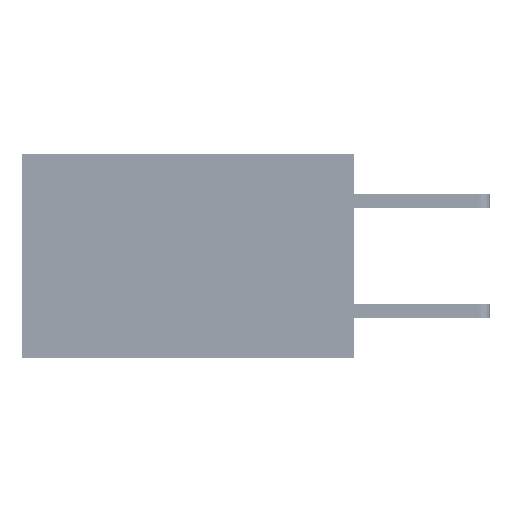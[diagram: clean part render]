
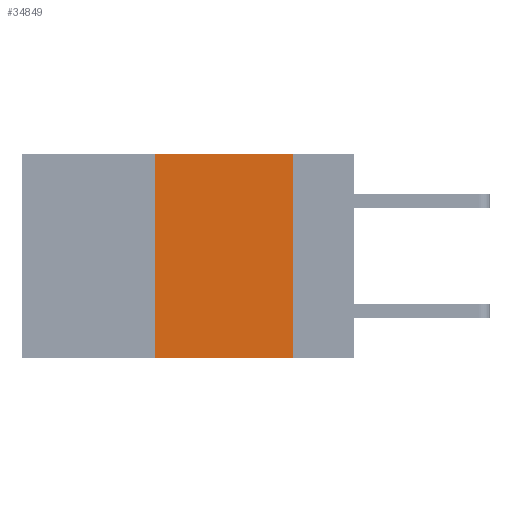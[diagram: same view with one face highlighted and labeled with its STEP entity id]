
A CAD part, left-side view. The second image highlights one B-rep face of the part: STEP entity #34849.
In plain terms, the highlighted planar face has unit normal (-1, 0, 0).
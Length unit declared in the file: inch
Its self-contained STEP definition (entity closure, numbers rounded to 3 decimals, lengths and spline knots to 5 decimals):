
#984 = CARTESIAN_POINT ( 'NONE',  ( 0., 0.36, 0. ) ) ;
#1776 = CARTESIAN_POINT ( 'NONE',  ( 0., 0.36, 0. ) ) ;
#4473 = DIRECTION ( 'NONE',  ( 0., 0., 1. ) ) ;
#4549 = LINE ( 'NONE', #37280, #13086 ) ;
#4579 = EDGE_CURVE ( 'NONE', #38178, #31295, #22958, .T. ) ;
#5708 = CARTESIAN_POINT ( 'NONE',  ( 0., 0.36, -0.37 ) ) ;
#6552 = VECTOR ( 'NONE', #4473, 39.37008 ) ;
#7801 = EDGE_CURVE ( 'NONE', #23447, #31295, #4549, .T. ) ;
#8350 = ORIENTED_EDGE ( 'NONE', *, *, #4579, .F. ) ;
#8871 = CARTESIAN_POINT ( 'NONE',  ( 0., 0.11, 0. ) ) ;
#10267 = EDGE_CURVE ( 'NONE', #39985, #38178, #39441, .T. ) ;
#11777 = CARTESIAN_POINT ( 'NONE',  ( 0., 0.11, -0.37 ) ) ;
#12030 = LINE ( 'NONE', #984, #6552 ) ;
#13086 = VECTOR ( 'NONE', #31125, 39.37008 ) ;
#16462 = VECTOR ( 'NONE', #35786, 39.37008 ) ;
#17080 = CARTESIAN_POINT ( 'NONE',  ( 0., 0.6, 0. ) ) ;
#17501 = VECTOR ( 'NONE', #38853, 39.37008 ) ;
#18430 = CARTESIAN_POINT ( 'NONE',  ( 0., 0.6, 0. ) ) ;
#21768 = ORIENTED_EDGE ( 'NONE', *, *, #7801, .T. ) ;
#22958 = LINE ( 'NONE', #32031, #17501 ) ;
#23447 = VERTEX_POINT ( 'NONE', #5708 ) ;
#24057 = EDGE_LOOP ( 'NONE', ( #8350, #36003, #28162, #21768 ) ) ;
#24773 = AXIS2_PLACEMENT_3D ( 'NONE', #18430, #34214, #34772 ) ;
#24988 = EDGE_CURVE ( 'NONE', #23447, #39985, #12030, .T. ) ;
#28162 = ORIENTED_EDGE ( 'NONE', *, *, #24988, .F. ) ;
#31125 = DIRECTION ( 'NONE',  ( 0., -1., 0. ) ) ;
#31295 = VERTEX_POINT ( 'NONE', #11777 ) ;
#32031 = CARTESIAN_POINT ( 'NONE',  ( 0., 0.11, 0. ) ) ;
#34214 = DIRECTION ( 'NONE',  ( 1., 0., 0. ) ) ;
#34772 = DIRECTION ( 'NONE',  ( 0., 0., -1. ) ) ;
#34849 = ADVANCED_FACE ( 'NONE', ( #35164 ), #37540, .F. ) ;
#35164 = FACE_OUTER_BOUND ( 'NONE', #24057, .T. ) ;
#35786 = DIRECTION ( 'NONE',  ( 0., -1., 0. ) ) ;
#36003 = ORIENTED_EDGE ( 'NONE', *, *, #10267, .F. ) ;
#37280 = CARTESIAN_POINT ( 'NONE',  ( 0., 0.6, -0.37 ) ) ;
#37540 = PLANE ( 'NONE',  #24773 ) ;
#38178 = VERTEX_POINT ( 'NONE', #8871 ) ;
#38853 = DIRECTION ( 'NONE',  ( 0., 0., -1. ) ) ;
#39441 = LINE ( 'NONE', #17080, #16462 ) ;
#39985 = VERTEX_POINT ( 'NONE', #1776 ) ;
